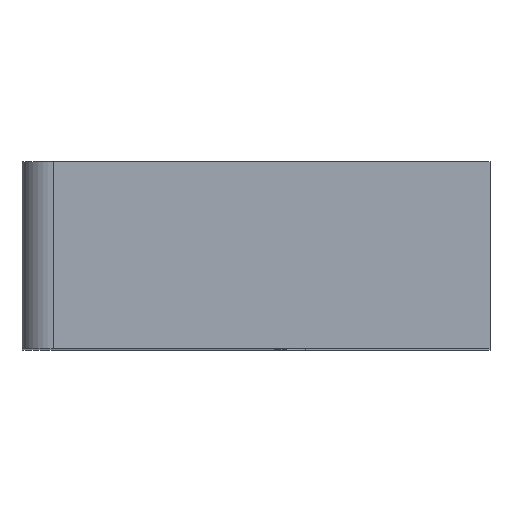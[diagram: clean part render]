
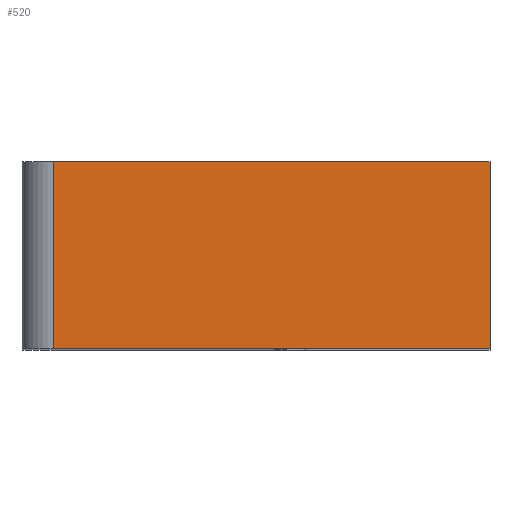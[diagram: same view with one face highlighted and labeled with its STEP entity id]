
A CAD part, top view. The second image highlights one B-rep face of the part: STEP entity #520.
In plain terms, the highlighted planar face has unit normal (0, 0, 1).
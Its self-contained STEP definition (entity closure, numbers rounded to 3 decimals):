
#83 = DIRECTION ( 'NONE',  ( 1., 0., 0. ) ) ;
#100 = LINE ( 'NONE', #368, #298 ) ;
#128 = ORIENTED_EDGE ( 'NONE', *, *, #715, .T. ) ;
#217 = LINE ( 'NONE', #462, #698 ) ;
#225 = CARTESIAN_POINT ( 'NONE',  ( 0., 60., 300. ) ) ;
#243 = VERTEX_POINT ( 'NONE', #694 ) ;
#245 = CARTESIAN_POINT ( 'NONE',  ( -140., 0., 300. ) ) ;
#246 = EDGE_CURVE ( 'NONE', #243, #574, #100, .T. ) ;
#298 = VECTOR ( 'NONE', #629, 1000. ) ;
#311 = DIRECTION ( 'NONE',  ( 0., 0., -1. ) ) ;
#324 = DIRECTION ( 'NONE',  ( 1., 0., 0. ) ) ;
#352 = ORIENTED_EDGE ( 'NONE', *, *, #378, .F. ) ;
#368 = CARTESIAN_POINT ( 'NONE',  ( 0., 60., 300. ) ) ;
#371 = ORIENTED_EDGE ( 'NONE', *, *, #646, .T. ) ;
#378 = EDGE_CURVE ( 'NONE', #612, #243, #744, .T. ) ;
#379 = CARTESIAN_POINT ( 'NONE',  ( 0., 60., 300. ) ) ;
#388 = CARTESIAN_POINT ( 'NONE',  ( 0., 0., 300. ) ) ;
#432 = VECTOR ( 'NONE', #324, 1000. ) ;
#442 = PLANE ( 'NONE',  #650 ) ;
#455 = CARTESIAN_POINT ( 'NONE',  ( -140., 60., 300. ) ) ;
#462 = CARTESIAN_POINT ( 'NONE',  ( -140., 60., 300. ) ) ;
#520 = ADVANCED_FACE ( 'NONE', ( #621 ), #442, .F. ) ;
#542 = VERTEX_POINT ( 'NONE', #245 ) ;
#574 = VERTEX_POINT ( 'NONE', #845 ) ;
#612 = VERTEX_POINT ( 'NONE', #455 ) ;
#621 = FACE_OUTER_BOUND ( 'NONE', #656, .T. ) ;
#629 = DIRECTION ( 'NONE',  ( 0., -1., 0. ) ) ;
#633 = VECTOR ( 'NONE', #83, 1000. ) ;
#646 = EDGE_CURVE ( 'NONE', #542, #574, #850, .T. ) ;
#650 = AXIS2_PLACEMENT_3D ( 'NONE', #379, #311, #762 ) ;
#656 = EDGE_LOOP ( 'NONE', ( #352, #128, #371, #760 ) ) ;
#670 = DIRECTION ( 'NONE',  ( 0., -1., 0. ) ) ;
#694 = CARTESIAN_POINT ( 'NONE',  ( 0., 60., 300. ) ) ;
#698 = VECTOR ( 'NONE', #670, 1000. ) ;
#715 = EDGE_CURVE ( 'NONE', #612, #542, #217, .T. ) ;
#744 = LINE ( 'NONE', #225, #633 ) ;
#760 = ORIENTED_EDGE ( 'NONE', *, *, #246, .F. ) ;
#762 = DIRECTION ( 'NONE',  ( -1., 0., 0. ) ) ;
#845 = CARTESIAN_POINT ( 'NONE',  ( 0., 0., 300. ) ) ;
#850 = LINE ( 'NONE', #388, #432 ) ;
